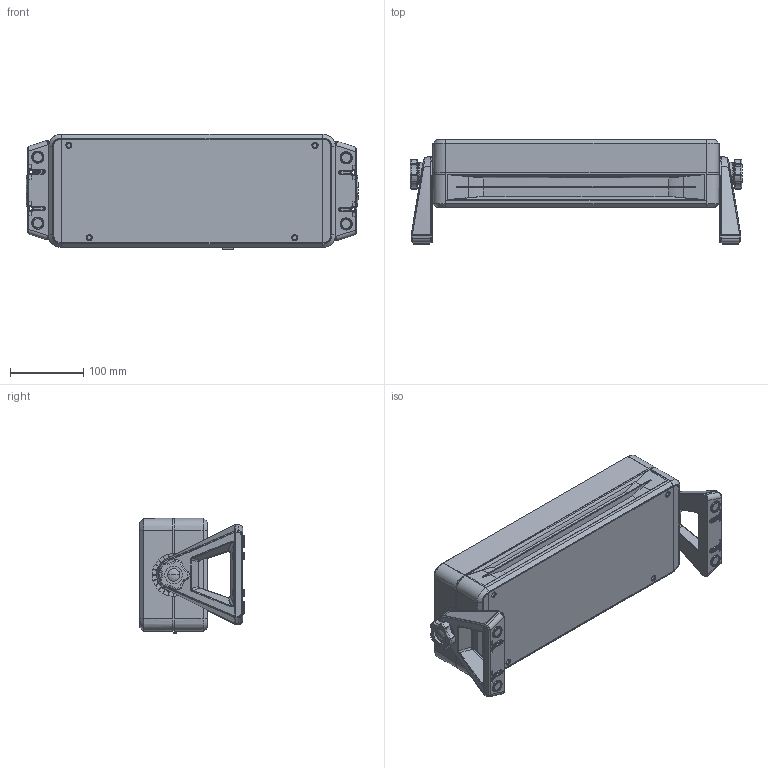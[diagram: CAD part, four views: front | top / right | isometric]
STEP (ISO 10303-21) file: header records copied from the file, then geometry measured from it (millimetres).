
FILE_DESCRIPTION (( 'STEP AP214' ), '1' );
FILE_NAME ('SC1P-WFD2.STEP', '2019-08-08T05:51:07', ( '' ), ( '' ), 'SwSTEP 2.0', 'SolidWorks 2017', '' );
FILE_SCHEMA (( 'AUTOMOTIVE_DESIGN' ));
Length unit declared in the file: millimetre
Products named in the file (4): OUTSIDE-SC1P-WFD2_1_蹬怮椔; OUTSIDE-SC1P-WFD2_3_蹬怮椔; OUTSIDE-SC1P-WFD2_2_蹬怮椔; SC1P-WFD2
Assembly tree (3 placements, depth 2):
  SC1P-WFD2
    OUTSIDE-SC1P-WFD2_2_蹬怮椔
    OUTSIDE-SC1P-WFD2_3_蹬怮椔
    OUTSIDE-SC1P-WFD2_1_蹬怮椔
Bounding box: 452 x 142 x 157.06 mm (x, y, z)
Volume: 5668959.3 mm3; surface area: 309077.6 mm2
Topology: 3 solids, 3 shells, 1518 faces, 3780 edges, 2335 vertices
Faces by surface type: plane 532, bspline 507, cylinder 278, cone 201
Entity records: 88344 total; most frequent: CARTESIAN_POINT 58848, ORIENTED_EDGE 7502, EDGE_CURVE 3751, DIRECTION 3691, B_SPLINE_CURVE_WITH_KNOTS 2354, VERTEX_POINT 2335, EDGE_LOOP 1626, ADVANCED_FACE 1518
